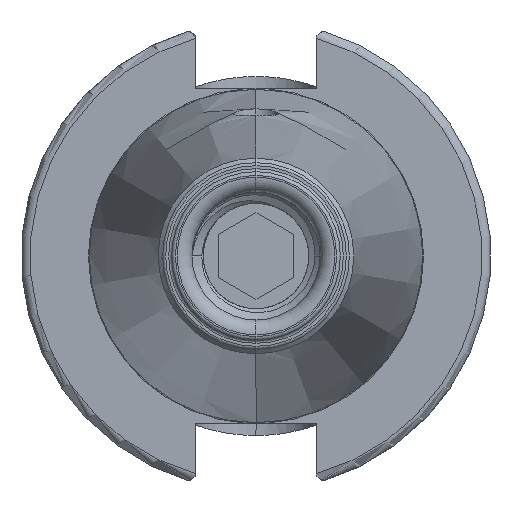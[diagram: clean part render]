
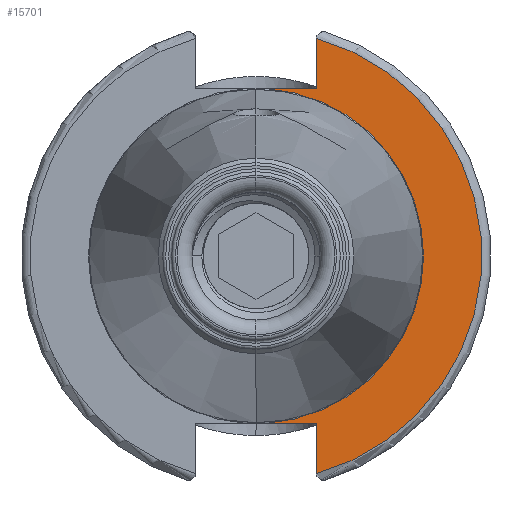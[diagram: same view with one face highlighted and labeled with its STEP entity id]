
A CAD part, left-side view. The second image highlights one B-rep face of the part: STEP entity #15701.
In plain terms, the highlighted planar face has unit normal (-1, 0, 0).
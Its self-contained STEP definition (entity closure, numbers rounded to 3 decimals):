
#4465 = CARTESIAN_POINT ( 'NONE',  ( -5., -8.075, -22.35 ) ) ;
#4521 = CARTESIAN_POINT ( 'NONE',  ( -5., -8.075, -29.1 ) ) ;
#7140 = DIRECTION ( 'NONE',  ( 0., 0., -1. ) ) ;
#7155 = CARTESIAN_POINT ( 'NONE',  ( -5., -8.075, 0. ) ) ;
#8484 = PLANE ( 'NONE',  #14353 ) ;
#8486 = DIRECTION ( 'NONE',  ( 1., 0., 0. ) ) ;
#8491 = CARTESIAN_POINT ( 'NONE',  ( -5., 22.398, 0. ) ) ;
#8536 = DIRECTION ( 'NONE',  ( 0., 0., -1. ) ) ;
#11560 = EDGE_CURVE ( 'NONE', #26722, #26684, #25330, .T. ) ;
#11642 = EDGE_CURVE ( 'NONE', #26684, #25163, #25341, .T. ) ;
#11643 = EDGE_CURVE ( 'NONE', #26722, #26493, #25354, .T. ) ;
#11647 = EDGE_CURVE ( 'NONE', #26315, #25145, #25378, .T. ) ;
#11682 = EDGE_CURVE ( 'NONE', #25145, #25163, #25398, .T. ) ;
#13140 = EDGE_CURVE ( 'NONE', #26493, #26315, #20392, .T. ) ;
#13353 = AXIS2_PLACEMENT_3D ( 'NONE', #14042, #14029, #14014 ) ;
#13934 = AXIS2_PLACEMENT_3D ( 'NONE', #24399, #24362, #24347 ) ;
#14008 = DIRECTION ( 'NONE',  ( 0., 1., 0. ) ) ;
#14010 = DIRECTION ( 'NONE',  ( 0., -1., 0. ) ) ;
#14014 = DIRECTION ( 'NONE',  ( 0., 0., 1. ) ) ;
#14029 = DIRECTION ( 'NONE',  ( -1., 0., 0. ) ) ;
#14030 = CARTESIAN_POINT ( 'NONE',  ( -5., 22.398, -22.35 ) ) ;
#14041 = CARTESIAN_POINT ( 'NONE',  ( -5., 22.398, 22.35 ) ) ;
#14042 = CARTESIAN_POINT ( 'NONE',  ( -5., 0., 0. ) ) ;
#14246 = CARTESIAN_POINT ( 'NONE',  ( -5., -8.075, 0. ) ) ;
#14250 = DIRECTION ( 'NONE',  ( 0., 0., 1. ) ) ;
#14353 = AXIS2_PLACEMENT_3D ( 'NONE', #8491, #8486, #8536 ) ;
#15701 = ADVANCED_FACE ( 'NONE', ( #16574 ), #8484, .F. ) ;
#16574 = FACE_OUTER_BOUND ( 'NONE', #18947, .T. ) ;
#18947 = EDGE_LOOP ( 'NONE', ( #20863, #20844, #20860, #20851, #20850, #20861 ) ) ;
#20392 = CIRCLE ( 'NONE', #13934, 22.398 ) ;
#20844 = ORIENTED_EDGE ( 'NONE', *, *, #11560, .T. ) ;
#20850 = ORIENTED_EDGE ( 'NONE', *, *, #11647, .F. ) ;
#20851 = ORIENTED_EDGE ( 'NONE', *, *, #11682, .F. ) ;
#20860 = ORIENTED_EDGE ( 'NONE', *, *, #11642, .T. ) ;
#20861 = ORIENTED_EDGE ( 'NONE', *, *, #13140, .F. ) ;
#20863 = ORIENTED_EDGE ( 'NONE', *, *, #11643, .F. ) ;
#22665 = CARTESIAN_POINT ( 'NONE',  ( -5., -1.464, 22.35 ) ) ;
#22750 = CARTESIAN_POINT ( 'NONE',  ( -5., -1.464, -22.35 ) ) ;
#23858 = CARTESIAN_POINT ( 'NONE',  ( -5., -8.075, 22.35 ) ) ;
#23959 = CARTESIAN_POINT ( 'NONE',  ( -5., -8.075, 29.1 ) ) ;
#24347 = DIRECTION ( 'NONE',  ( 0., 0., 1. ) ) ;
#24362 = DIRECTION ( 'NONE',  ( -1., 0., 0. ) ) ;
#24399 = CARTESIAN_POINT ( 'NONE',  ( -5., 0., 0. ) ) ;
#25145 = VERTEX_POINT ( 'NONE', #23858 ) ;
#25163 = VERTEX_POINT ( 'NONE', #23959 ) ;
#25330 = LINE ( 'NONE', #7155, #25351 ) ;
#25341 = CIRCLE ( 'NONE', #13353, 30.2 ) ;
#25351 = VECTOR ( 'NONE', #7140, 1000. ) ;
#25354 = LINE ( 'NONE', #14030, #25371 ) ;
#25371 = VECTOR ( 'NONE', #14008, 1000. ) ;
#25375 = VECTOR ( 'NONE', #14250, 1000. ) ;
#25378 = LINE ( 'NONE', #14041, #25405 ) ;
#25398 = LINE ( 'NONE', #14246, #25375 ) ;
#25405 = VECTOR ( 'NONE', #14010, 1000. ) ;
#26315 = VERTEX_POINT ( 'NONE', #22665 ) ;
#26493 = VERTEX_POINT ( 'NONE', #22750 ) ;
#26684 = VERTEX_POINT ( 'NONE', #4521 ) ;
#26722 = VERTEX_POINT ( 'NONE', #4465 ) ;
